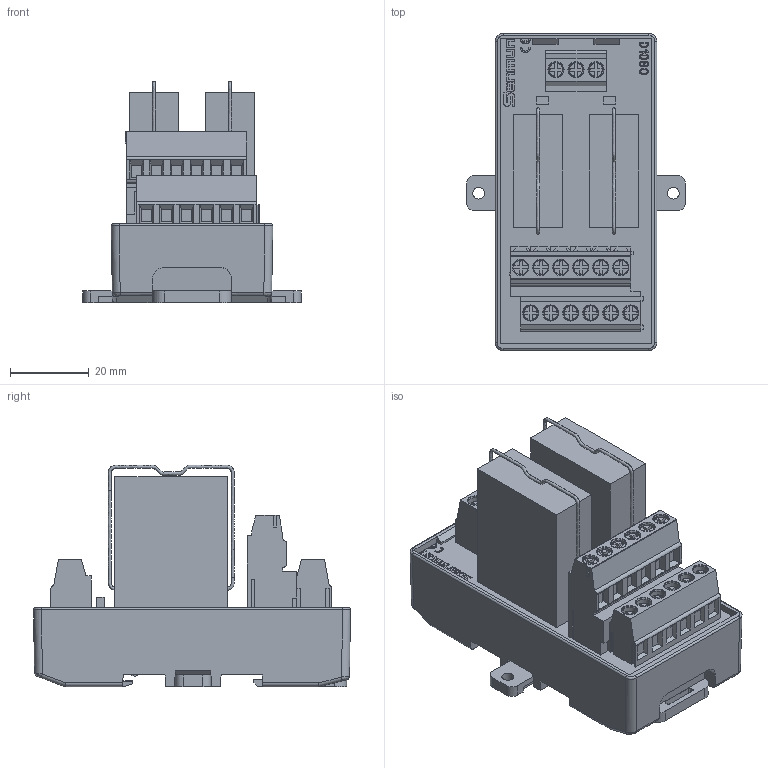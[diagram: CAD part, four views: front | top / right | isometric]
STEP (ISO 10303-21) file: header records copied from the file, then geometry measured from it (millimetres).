
FILE_DESCRIPTION(/* description */ (''),/* implementation_level */ '2;1');
FILE_NAME(/* name */ 'D1080-E 3D.stp',/* time_stamp */ '2024-08-16T09:25:36+08:00',/* author */ (''),/* organization */ (''),/* preprocessor_version */ 'ST-DEVELOPER v14',/* originating_system */ 'SIEMENS PLM Software NX 8.0',/* authorisation */ '');
FILE_SCHEMA (('AUTOMOTIVE_DESIGN { 1 0 10303 214 3 1 1 1 }'));
Products named in the file (1): D1080-E 3D3_stp
Bounding box: 55.37 x 80.4 x 56.16 mm (x, y, z)
Volume: 92334.4 mm3; surface area: 31124.7 mm2
Topology: 3 solids, 7 shells, 1929 faces, 5235 edges, 3408 vertices
Faces by surface type: plane 1389, cylinder 332, torus 99, bspline 60, cone 37, extrusion 12
Full cylindrical faces by diameter (mm): 2.6 x8, 3 x2, 4.1 x14, 4.13 x8
Entity records: 90908 total; most frequent: CARTESIAN_POINT 42836, ORIENTED_EDGE 10260, DIRECTION 8787, EDGE_CURVE 5130, VECTOR 3949, LINE 3937, VERTEX_POINT 3382, AXIS2_PLACEMENT_3D 2419
